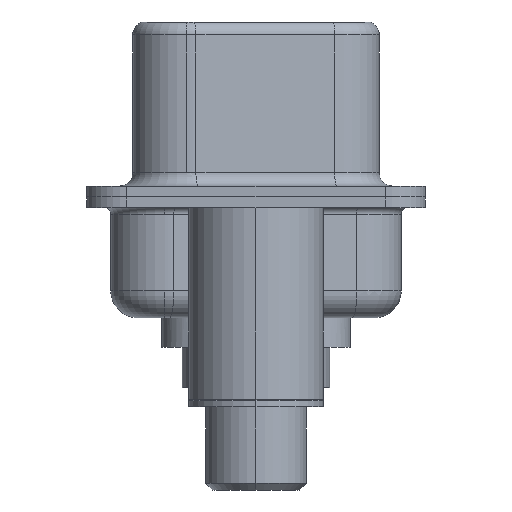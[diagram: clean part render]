
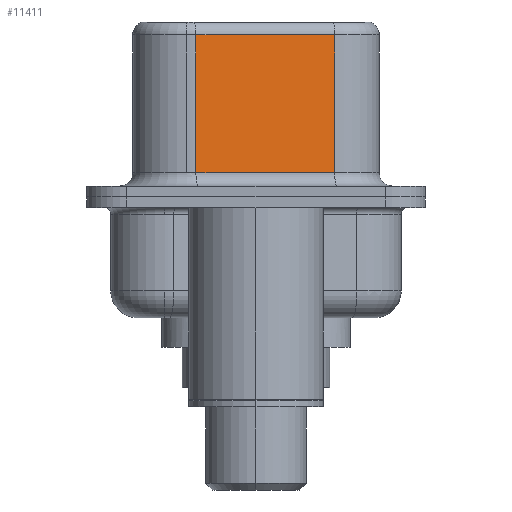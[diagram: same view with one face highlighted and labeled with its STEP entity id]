
A CAD part, left-side view. The second image highlights one B-rep face of the part: STEP entity #11411.
In plain terms, the highlighted planar face has unit normal (-0.985, -0.174, 0).
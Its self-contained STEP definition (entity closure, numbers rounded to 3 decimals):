
#459 = EDGE_CURVE ( 'NONE', #7075, #1122, #14415, .T. ) ;
#601 = PLANE ( 'NONE',  #12669 ) ;
#621 = FACE_OUTER_BOUND ( 'NONE', #10428, .T. ) ;
#951 = EDGE_CURVE ( 'NONE', #8695, #7075, #1294, .T. ) ;
#1122 = VERTEX_POINT ( 'NONE', #14193 ) ;
#1234 = ORIENTED_EDGE ( 'NONE', *, *, #951, .T. ) ;
#1294 = LINE ( 'NONE', #5724, #13214 ) ;
#1897 = ORIENTED_EDGE ( 'NONE', *, *, #9561, .T. ) ;
#2527 = EDGE_CURVE ( 'NONE', #8695, #12925, #6749, .T. ) ;
#2797 = CARTESIAN_POINT ( 'NONE',  ( 4.58, -2.927, 6.52 ) ) ;
#2877 = VECTOR ( 'NONE', #2921, 1000. ) ;
#2902 = ORIENTED_EDGE ( 'NONE', *, *, #2527, .F. ) ;
#2921 = DIRECTION ( 'NONE',  ( 0., 0., -1. ) ) ;
#3599 = CARTESIAN_POINT ( 'NONE',  ( 3.67, 2.233, 6.02 ) ) ;
#4534 = CARTESIAN_POINT ( 'NONE',  ( 4.58, -2.927, 6.02 ) ) ;
#4539 = CARTESIAN_POINT ( 'NONE',  ( 4.58, -2.927, 0.9 ) ) ;
#5166 = DIRECTION ( 'NONE',  ( 0.985, 0.174, 0. ) ) ;
#5643 = LINE ( 'NONE', #4539, #14177 ) ;
#5724 = CARTESIAN_POINT ( 'NONE',  ( 4.58, -2.927, 6.02 ) ) ;
#6749 = LINE ( 'NONE', #13909, #9464 ) ;
#7075 = VERTEX_POINT ( 'NONE', #3599 ) ;
#7444 = CARTESIAN_POINT ( 'NONE',  ( 3.67, 2.233, 6.52 ) ) ;
#8081 = ORIENTED_EDGE ( 'NONE', *, *, #459, .T. ) ;
#8248 = CARTESIAN_POINT ( 'NONE',  ( 4.58, -2.927, 0.9 ) ) ;
#8695 = VERTEX_POINT ( 'NONE', #4534 ) ;
#9464 = VECTOR ( 'NONE', #10498, 1000. ) ;
#9561 = EDGE_CURVE ( 'NONE', #1122, #12925, #5643, .T. ) ;
#10286 = DIRECTION ( 'NONE',  ( 0.174, -0.985, 0. ) ) ;
#10428 = EDGE_LOOP ( 'NONE', ( #2902, #1234, #8081, #1897 ) ) ;
#10498 = DIRECTION ( 'NONE',  ( 0., 0., -1. ) ) ;
#11411 = ADVANCED_FACE ( 'NONE', ( #621 ), #601, .F. ) ;
#12669 = AXIS2_PLACEMENT_3D ( 'NONE', #2797, #5166, #13343 ) ;
#12925 = VERTEX_POINT ( 'NONE', #8248 ) ;
#13214 = VECTOR ( 'NONE', #13688, 1000. ) ;
#13343 = DIRECTION ( 'NONE',  ( -0.174, 0.985, 0. ) ) ;
#13688 = DIRECTION ( 'NONE',  ( -0.174, 0.985, 0. ) ) ;
#13909 = CARTESIAN_POINT ( 'NONE',  ( 4.58, -2.927, 6.52 ) ) ;
#14177 = VECTOR ( 'NONE', #10286, 1000. ) ;
#14193 = CARTESIAN_POINT ( 'NONE',  ( 3.67, 2.233, 0.9 ) ) ;
#14415 = LINE ( 'NONE', #7444, #2877 ) ;
